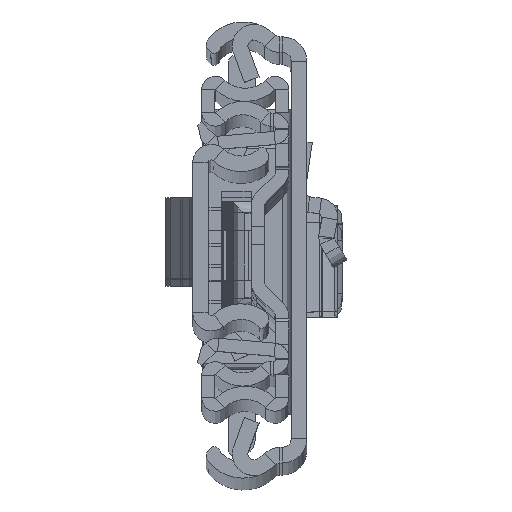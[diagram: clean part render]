
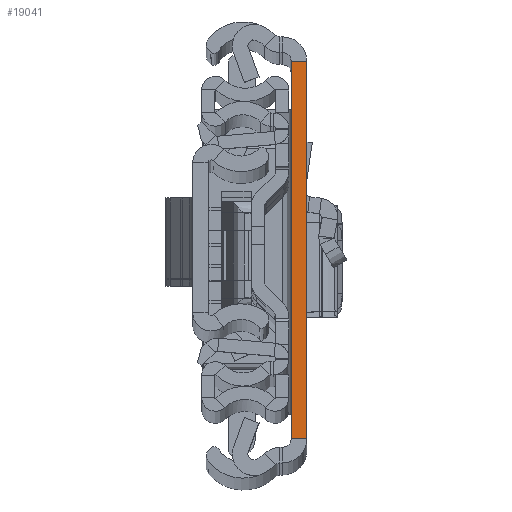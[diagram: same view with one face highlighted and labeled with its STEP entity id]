
A CAD part, top view. The second image highlights one B-rep face of the part: STEP entity #19041.
In plain terms, the highlighted planar face has unit normal (0, 0, 1).
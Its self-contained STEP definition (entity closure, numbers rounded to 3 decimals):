
#665 = DIRECTION ( 'NONE',  ( 1., 0., 0. ) ) ;
#850 = CARTESIAN_POINT ( 'NONE',  ( 2.6, -31.5, 0. ) ) ;
#1952 = VECTOR ( 'NONE', #4691, 1000. ) ;
#2525 = DIRECTION ( 'NONE',  ( 0., 0., -1. ) ) ;
#3542 = VERTEX_POINT ( 'NONE', #9016 ) ;
#3562 = DIRECTION ( 'NONE',  ( 0., 1., 0. ) ) ;
#4591 = LINE ( 'NONE', #17089, #1952 ) ;
#4691 = DIRECTION ( 'NONE',  ( 1., 0., 0. ) ) ;
#5097 = CARTESIAN_POINT ( 'NONE',  ( 2.6, -31.5, 0. ) ) ;
#6184 = VECTOR ( 'NONE', #10775, 1000. ) ;
#6529 = ORIENTED_EDGE ( 'NONE', *, *, #17867, .T. ) ;
#6641 = CARTESIAN_POINT ( 'NONE',  ( 2.6, 31.5, 0. ) ) ;
#6951 = ORIENTED_EDGE ( 'NONE', *, *, #17644, .F. ) ;
#7204 = VERTEX_POINT ( 'NONE', #6641 ) ;
#8116 = CARTESIAN_POINT ( 'NONE',  ( 0., -31.5, 0. ) ) ;
#8122 = ORIENTED_EDGE ( 'NONE', *, *, #8724, .F. ) ;
#8291 = AXIS2_PLACEMENT_3D ( 'NONE', #850, #2525, #16094 ) ;
#8724 = EDGE_CURVE ( 'NONE', #12099, #3542, #17132, .T. ) ;
#9016 = CARTESIAN_POINT ( 'NONE',  ( 0., 31.5, 0. ) ) ;
#9518 = CARTESIAN_POINT ( 'NONE',  ( 0., -31.5, 0. ) ) ;
#9582 = VERTEX_POINT ( 'NONE', #10915 ) ;
#9852 = PLANE ( 'NONE',  #8291 ) ;
#10775 = DIRECTION ( 'NONE',  ( 0., 1., 0. ) ) ;
#10776 = EDGE_CURVE ( 'NONE', #9582, #7204, #12151, .T. ) ;
#10915 = CARTESIAN_POINT ( 'NONE',  ( 2.6, -31.5, 0. ) ) ;
#12099 = VERTEX_POINT ( 'NONE', #9518 ) ;
#12151 = LINE ( 'NONE', #15137, #6184 ) ;
#12604 = LINE ( 'NONE', #5097, #16531 ) ;
#14296 = ORIENTED_EDGE ( 'NONE', *, *, #10776, .T. ) ;
#15137 = CARTESIAN_POINT ( 'NONE',  ( 2.6, -31.5, 0. ) ) ;
#16094 = DIRECTION ( 'NONE',  ( 0., 1., 0. ) ) ;
#16531 = VECTOR ( 'NONE', #665, 1000. ) ;
#16855 = EDGE_LOOP ( 'NONE', ( #6951, #8122, #6529, #14296 ) ) ;
#17089 = CARTESIAN_POINT ( 'NONE',  ( 2.6, 31.5, 0. ) ) ;
#17132 = LINE ( 'NONE', #8116, #17738 ) ;
#17644 = EDGE_CURVE ( 'NONE', #3542, #7204, #4591, .T. ) ;
#17738 = VECTOR ( 'NONE', #3562, 1000. ) ;
#17867 = EDGE_CURVE ( 'NONE', #12099, #9582, #12604, .T. ) ;
#19041 = ADVANCED_FACE ( 'NONE', ( #19087 ), #9852, .F. ) ;
#19087 = FACE_OUTER_BOUND ( 'NONE', #16855, .T. ) ;
